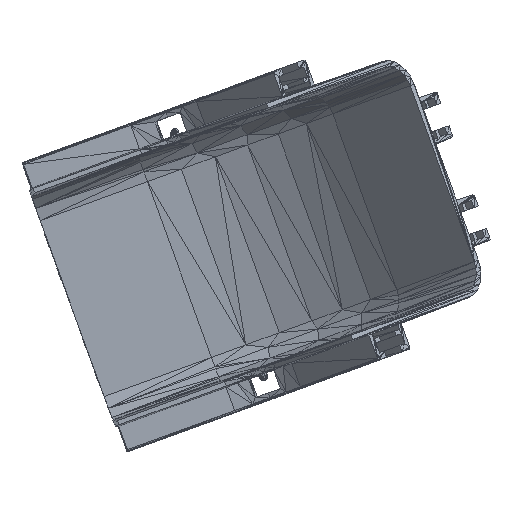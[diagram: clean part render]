
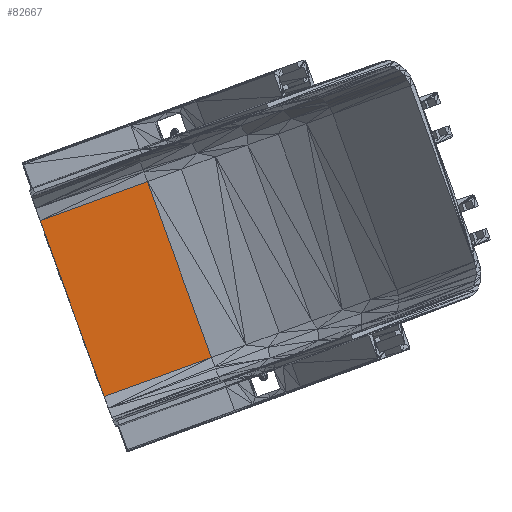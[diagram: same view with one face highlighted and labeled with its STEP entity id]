
A CAD part, top view. The second image highlights one B-rep face of the part: STEP entity #82667.
In plain terms, the highlighted planar face has unit normal (-0.001, 0, 1).
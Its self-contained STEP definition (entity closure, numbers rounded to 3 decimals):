
#10329 = VERTEX_POINT('',#10330);
#10330 = CARTESIAN_POINT('',(-1673.756,-6186.016,
    -84.883));
#10339 = PLANE('',#10340);
#10340 = AXIS2_PLACEMENT_3D('',#10341,#10342,#10343);
#10341 = CARTESIAN_POINT('',(-1700.038,-6194.132,
    -84.627));
#10342 = DIRECTION('',(0.068,-0.188,0.98
    ));
#10343 = DIRECTION('',(0.,0.982,0.188)
  );
#10364 = VERTEX_POINT('',#10365);
#10365 = CARTESIAN_POINT('',(-1727.781,-6205.679,
    -84.927));
#10391 = EDGE_CURVE('',#10329,#10364,#10392,.T.);
#10392 = SURFACE_CURVE('',#10393,(#10397,#10404),.PCURVE_S1.);
#10393 = LINE('',#10394,#10395);
#10394 = CARTESIAN_POINT('',(-1673.756,-6186.016,
    -84.883));
#10395 = VECTOR('',#10396,1.);
#10396 = DIRECTION('',(-0.94,-0.342,
    -0.001));
#10397 = PCURVE('',#10339,#10398);
#10398 = DEFINITIONAL_REPRESENTATION('',(#10399),#10403);
#10399 = LINE('',#10400,#10401);
#10400 = CARTESIAN_POINT('',(7.923,-26.342));
#10401 = VECTOR('',#10402,1.);
#10402 = DIRECTION('',(-0.336,0.942));
#10403 = ( GEOMETRIC_REPRESENTATION_CONTEXT(2) 
PARAMETRIC_REPRESENTATION_CONTEXT() REPRESENTATION_CONTEXT('2D SPACE',''
  ) );
#10404 = PCURVE('',#10405,#10410);
#10405 = PLANE('',#10406);
#10406 = AXIS2_PLACEMENT_3D('',#10407,#10408,#10409);
#10407 = CARTESIAN_POINT('',(-1684.651,-6240.131,
    -84.905));
#10408 = DIRECTION('',(-0.001,0.,
    1.));
#10409 = DIRECTION('',(1.,0.,0.001));
#10410 = DEFINITIONAL_REPRESENTATION('',(#10411),#10415);
#10411 = LINE('',#10412,#10413);
#10412 = CARTESIAN_POINT('',(10.895,54.115));
#10413 = VECTOR('',#10414,1.);
#10414 = DIRECTION('',(-0.94,-0.342));
#10415 = ( GEOMETRIC_REPRESENTATION_CONTEXT(2) 
PARAMETRIC_REPRESENTATION_CONTEXT() REPRESENTATION_CONTEXT('2D SPACE',''
  ) );
#12675 = PLANE('',#12676);
#12676 = AXIS2_PLACEMENT_3D('',#12677,#12678,#12679);
#12677 = CARTESIAN_POINT('',(-1711.416,-6250.689,
    -85.72));
#12678 = DIRECTION('',(-0.94,-0.342,0.02
    ));
#12679 = DIRECTION('',(0.342,-0.94,0.));
#12712 = EDGE_CURVE('',#12713,#10364,#12715,.T.);
#12713 = VERTEX_POINT('',#12714);
#12714 = CARTESIAN_POINT('',(-1695.546,-6294.246,
    -84.927));
#12715 = SURFACE_CURVE('',#12716,(#12720,#12727),.PCURVE_S1.);
#12716 = LINE('',#12717,#12718);
#12717 = CARTESIAN_POINT('',(-1695.546,-6294.246,
    -84.927));
#12718 = VECTOR('',#12719,1.);
#12719 = DIRECTION('',(-0.342,0.94,0.));
#12720 = PCURVE('',#12675,#12721);
#12721 = DEFINITIONAL_REPRESENTATION('',(#12722),#12726);
#12722 = LINE('',#12723,#12724);
#12723 = CARTESIAN_POINT('',(46.358,0.793));
#12724 = VECTOR('',#12725,1.);
#12725 = DIRECTION('',(-1.,0.));
#12726 = ( GEOMETRIC_REPRESENTATION_CONTEXT(2) 
PARAMETRIC_REPRESENTATION_CONTEXT() REPRESENTATION_CONTEXT('2D SPACE',''
  ) );
#12727 = PCURVE('',#10405,#12728);
#12728 = DEFINITIONAL_REPRESENTATION('',(#12729),#12733);
#12729 = LINE('',#12730,#12731);
#12730 = CARTESIAN_POINT('',(-10.895,-54.115));
#12731 = VECTOR('',#12732,1.);
#12732 = DIRECTION('',(-0.342,0.94));
#12733 = ( GEOMETRIC_REPRESENTATION_CONTEXT(2) 
PARAMETRIC_REPRESENTATION_CONTEXT() REPRESENTATION_CONTEXT('2D SPACE',''
  ) );
#15014 = PLANE('',#15015);
#15015 = AXIS2_PLACEMENT_3D('',#15016,#15017,#15018);
#15016 = CARTESIAN_POINT('',(-1669.404,-6286.517,
    -84.478));
#15017 = DIRECTION('',(-0.085,0.232,0.969
    ));
#15018 = DIRECTION('',(0.,0.973,-0.233));
#19791 = EDGE_CURVE('',#19792,#12713,#19794,.T.);
#19792 = VERTEX_POINT('',#19793);
#19793 = CARTESIAN_POINT('',(-1641.521,-6274.583,
    -84.883));
#19794 = SURFACE_CURVE('',#19795,(#19799,#19806),.PCURVE_S1.);
#19795 = LINE('',#19796,#19797);
#19796 = CARTESIAN_POINT('',(-1641.521,-6274.583,
    -84.883));
#19797 = VECTOR('',#19798,1.);
#19798 = DIRECTION('',(-0.94,-0.342,
    -0.001));
#19799 = PCURVE('',#15014,#19800);
#19800 = DEFINITIONAL_REPRESENTATION('',(#19801),#19805);
#19801 = LINE('',#19802,#19803);
#19802 = CARTESIAN_POINT('',(11.701,-27.986));
#19803 = VECTOR('',#19804,1.);
#19804 = DIRECTION('',(-0.332,0.943));
#19805 = ( GEOMETRIC_REPRESENTATION_CONTEXT(2) 
PARAMETRIC_REPRESENTATION_CONTEXT() REPRESENTATION_CONTEXT('2D SPACE',''
  ) );
#19806 = PCURVE('',#10405,#19807);
#19807 = DEFINITIONAL_REPRESENTATION('',(#19808),#19812);
#19808 = LINE('',#19809,#19810);
#19809 = CARTESIAN_POINT('',(43.13,-34.452));
#19810 = VECTOR('',#19811,1.);
#19811 = DIRECTION('',(-0.94,-0.342));
#19812 = ( GEOMETRIC_REPRESENTATION_CONTEXT(2) 
PARAMETRIC_REPRESENTATION_CONTEXT() REPRESENTATION_CONTEXT('2D SPACE',''
  ) );
#19942 = PLANE('',#19943);
#19943 = AXIS2_PLACEMENT_3D('',#19944,#19945,#19946);
#19944 = CARTESIAN_POINT('',(-1651.493,-6232.48,
    -84.554));
#19945 = DIRECTION('',(-0.061,-0.022,
    0.998));
#19946 = DIRECTION('',(0.998,0.,0.061));
#19980 = EDGE_CURVE('',#19792,#10329,#19981,.T.);
#19981 = SURFACE_CURVE('',#19982,(#19986,#19993),.PCURVE_S1.);
#19982 = LINE('',#19983,#19984);
#19983 = CARTESIAN_POINT('',(-1641.521,-6274.583,
    -84.883));
#19984 = VECTOR('',#19985,1.);
#19985 = DIRECTION('',(-0.342,0.94,0.));
#19986 = PCURVE('',#19942,#19987);
#19987 = DEFINITIONAL_REPRESENTATION('',(#19988),#19992);
#19988 = LINE('',#19989,#19990);
#19989 = CARTESIAN_POINT('',(9.933,-42.113));
#19990 = VECTOR('',#19991,1.);
#19991 = DIRECTION('',(-0.341,0.94));
#19992 = ( GEOMETRIC_REPRESENTATION_CONTEXT(2) 
PARAMETRIC_REPRESENTATION_CONTEXT() REPRESENTATION_CONTEXT('2D SPACE',''
  ) );
#19993 = PCURVE('',#10405,#19994);
#19994 = DEFINITIONAL_REPRESENTATION('',(#19995),#19999);
#19995 = LINE('',#19996,#19997);
#19996 = CARTESIAN_POINT('',(43.13,-34.452));
#19997 = VECTOR('',#19998,1.);
#19998 = DIRECTION('',(-0.342,0.94));
#19999 = ( GEOMETRIC_REPRESENTATION_CONTEXT(2) 
PARAMETRIC_REPRESENTATION_CONTEXT() REPRESENTATION_CONTEXT('2D SPACE',''
  ) );
#82667 = ADVANCED_FACE('',(#82668),#10405,.T.);
#82668 = FACE_BOUND('',#82669,.T.);
#82669 = EDGE_LOOP('',(#82670,#82671,#82672,#82673));
#82670 = ORIENTED_EDGE('',*,*,#19980,.T.);
#82671 = ORIENTED_EDGE('',*,*,#10391,.T.);
#82672 = ORIENTED_EDGE('',*,*,#12712,.F.);
#82673 = ORIENTED_EDGE('',*,*,#19791,.F.);
